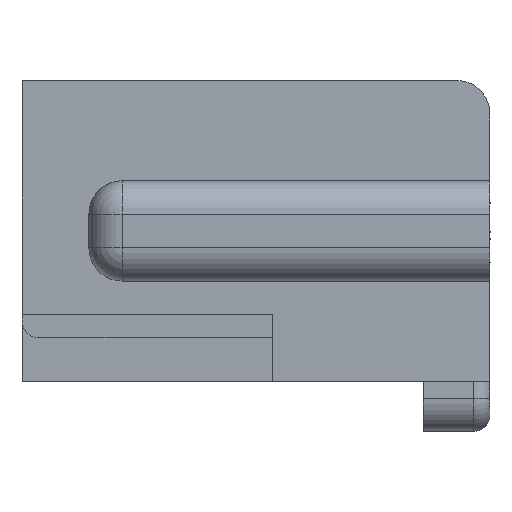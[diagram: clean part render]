
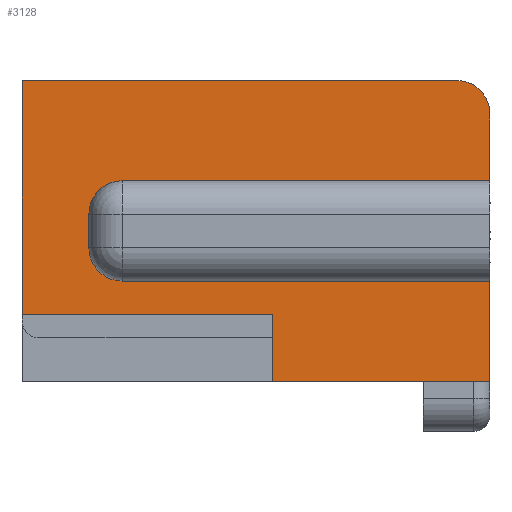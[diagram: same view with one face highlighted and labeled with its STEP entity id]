
A CAD part, front view. The second image highlights one B-rep face of the part: STEP entity #3128.
In plain terms, the highlighted planar face has unit normal (0, -1, 0).
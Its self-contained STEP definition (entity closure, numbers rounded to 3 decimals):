
#69 = EDGE_CURVE ( 'NONE', #6531, #2083, #2803, .T. ) ;
#79 = ORIENTED_EDGE ( 'NONE', *, *, #7140, .F. ) ;
#83 = VECTOR ( 'NONE', #1081, 1000. ) ;
#95 = EDGE_CURVE ( 'NONE', #7111, #776, #616, .T. ) ;
#183 = CARTESIAN_POINT ( 'NONE',  ( 42.198, -23.217, 6. ) ) ;
#197 = VECTOR ( 'NONE', #3938, 1000. ) ;
#232 = DIRECTION ( 'NONE',  ( 0., 0., -1. ) ) ;
#249 = VERTEX_POINT ( 'NONE', #4982 ) ;
#297 = VERTEX_POINT ( 'NONE', #6528 ) ;
#403 = DIRECTION ( 'NONE',  ( 0., 0., -1. ) ) ;
#462 = CARTESIAN_POINT ( 'NONE',  ( 47.698, -23.217, 2. ) ) ;
#616 = LINE ( 'NONE', #183, #197 ) ;
#625 = DIRECTION ( 'NONE',  ( 0., 0., -1. ) ) ;
#732 = DIRECTION ( 'NONE',  ( 1., 0., 0. ) ) ;
#776 = VERTEX_POINT ( 'NONE', #4637 ) ;
#791 = ORIENTED_EDGE ( 'NONE', *, *, #7237, .F. ) ;
#820 = CARTESIAN_POINT ( 'NONE',  ( 53.198, -23.217, 9. ) ) ;
#886 = VERTEX_POINT ( 'NONE', #1344 ) ;
#914 = VECTOR ( 'NONE', #232, 1000. ) ;
#959 = VECTOR ( 'NONE', #403, 1000. ) ;
#967 = CARTESIAN_POINT ( 'NONE',  ( 0., -23.217, 9. ) ) ;
#1078 = PLANE ( 'NONE',  #3907 ) ;
#1081 = DIRECTION ( 'NONE',  ( 1., 0., 0. ) ) ;
#1116 = CARTESIAN_POINT ( 'NONE',  ( 0., -23.217, 0. ) ) ;
#1117 = CIRCLE ( 'NONE', #3329, 1. ) ;
#1135 = VECTOR ( 'NONE', #5419, 1000. ) ;
#1167 = DIRECTION ( 'NONE',  ( 0., 0., 1. ) ) ;
#1173 = CARTESIAN_POINT ( 'NONE',  ( 54.198, -23.217, 9. ) ) ;
#1280 = CARTESIAN_POINT ( 'NONE',  ( 42.198, -23.217, 3. ) ) ;
#1344 = CARTESIAN_POINT ( 'NONE',  ( 54.198, -23.217, 0. ) ) ;
#1636 = ORIENTED_EDGE ( 'NONE', *, *, #3533, .F. ) ;
#1722 = DIRECTION ( 'NONE',  ( 1., 0., 0. ) ) ;
#1774 = CARTESIAN_POINT ( 'NONE',  ( 43.198, -23.217, 3. ) ) ;
#1930 = VERTEX_POINT ( 'NONE', #5627 ) ;
#1954 = DIRECTION ( 'NONE',  ( 1., 0., 0. ) ) ;
#2013 = CARTESIAN_POINT ( 'NONE',  ( 54.198, -23.217, 3. ) ) ;
#2083 = VERTEX_POINT ( 'NONE', #2565 ) ;
#2172 = VECTOR ( 'NONE', #732, 1000. ) ;
#2183 = CARTESIAN_POINT ( 'NONE',  ( 40.198, -23.217, 9. ) ) ;
#2194 = VECTOR ( 'NONE', #1722, 1000. ) ;
#2201 = DIRECTION ( 'NONE',  ( 0., 1., 0. ) ) ;
#2486 = LINE ( 'NONE', #4783, #914 ) ;
#2565 = CARTESIAN_POINT ( 'NONE',  ( 47.698, -23.217, 0. ) ) ;
#2581 = AXIS2_PLACEMENT_3D ( 'NONE', #5472, #6199, #1167 ) ;
#2602 = AXIS2_PLACEMENT_3D ( 'NONE', #3446, #5183, #4676 ) ;
#2630 = EDGE_CURVE ( 'NONE', #3772, #5505, #5289, .T. ) ;
#2685 = VERTEX_POINT ( 'NONE', #6941 ) ;
#2706 = EDGE_LOOP ( 'NONE', ( #4798, #6389, #6784, #791, #4470, #4434, #4141, #2757, #7134, #1636, #3092, #79, #5054 ) ) ;
#2757 = ORIENTED_EDGE ( 'NONE', *, *, #2810, .T. ) ;
#2774 = DIRECTION ( 'NONE',  ( 0., 0., 1. ) ) ;
#2803 = LINE ( 'NONE', #6865, #3351 ) ;
#2810 = EDGE_CURVE ( 'NONE', #776, #2685, #7018, .T. ) ;
#2847 = DIRECTION ( 'NONE',  ( 0., 1., 0. ) ) ;
#3092 = ORIENTED_EDGE ( 'NONE', *, *, #4056, .T. ) ;
#3128 = ADVANCED_FACE ( 'NONE', ( #5965 ), #1078, .F. ) ;
#3230 = CARTESIAN_POINT ( 'NONE',  ( 54.198, -23.217, 8. ) ) ;
#3329 = AXIS2_PLACEMENT_3D ( 'NONE', #3909, #2847, #2774 ) ;
#3351 = VECTOR ( 'NONE', #4082, 1000. ) ;
#3446 = CARTESIAN_POINT ( 'NONE',  ( 53.198, -23.217, 8. ) ) ;
#3449 = EDGE_CURVE ( 'NONE', #3772, #7111, #1117, .T. ) ;
#3533 = EDGE_CURVE ( 'NONE', #5520, #1930, #3945, .T. ) ;
#3741 = VECTOR ( 'NONE', #1954, 1000. ) ;
#3772 = VERTEX_POINT ( 'NONE', #1774 ) ;
#3907 = AXIS2_PLACEMENT_3D ( 'NONE', #967, #2201, #4432 ) ;
#3909 = CARTESIAN_POINT ( 'NONE',  ( 43.198, -23.217, 4. ) ) ;
#3938 = DIRECTION ( 'NONE',  ( 0., 0., 1. ) ) ;
#3945 = LINE ( 'NONE', #1173, #6713 ) ;
#3951 = LINE ( 'NONE', #6287, #2194 ) ;
#4056 = EDGE_CURVE ( 'NONE', #5520, #6423, #5751, .T. ) ;
#4082 = DIRECTION ( 'NONE',  ( 0., 0., -1. ) ) ;
#4141 = ORIENTED_EDGE ( 'NONE', *, *, #95, .T. ) ;
#4432 = DIRECTION ( 'NONE',  ( 0., 0., 1. ) ) ;
#4434 = ORIENTED_EDGE ( 'NONE', *, *, #3449, .T. ) ;
#4470 = ORIENTED_EDGE ( 'NONE', *, *, #2630, .F. ) ;
#4591 = EDGE_CURVE ( 'NONE', #249, #297, #7233, .T. ) ;
#4637 = CARTESIAN_POINT ( 'NONE',  ( 42.198, -23.217, 5. ) ) ;
#4676 = DIRECTION ( 'NONE',  ( 0., 0., 1. ) ) ;
#4728 = LINE ( 'NONE', #5201, #3741 ) ;
#4783 = CARTESIAN_POINT ( 'NONE',  ( 54.198, -23.217, 9. ) ) ;
#4798 = ORIENTED_EDGE ( 'NONE', *, *, #5158, .F. ) ;
#4836 = LINE ( 'NONE', #462, #1135 ) ;
#4982 = CARTESIAN_POINT ( 'NONE',  ( 40.198, -23.217, 9. ) ) ;
#5054 = ORIENTED_EDGE ( 'NONE', *, *, #4591, .T. ) ;
#5144 = CARTESIAN_POINT ( 'NONE',  ( 42.198, -23.217, 4. ) ) ;
#5158 = EDGE_CURVE ( 'NONE', #6531, #297, #4836, .T. ) ;
#5183 = DIRECTION ( 'NONE',  ( 0., -1., 0. ) ) ;
#5201 = CARTESIAN_POINT ( 'NONE',  ( 42.198, -23.217, 6. ) ) ;
#5231 = EDGE_CURVE ( 'NONE', #2083, #886, #5636, .T. ) ;
#5289 = LINE ( 'NONE', #1280, #2172 ) ;
#5419 = DIRECTION ( 'NONE',  ( -1., 0., 0. ) ) ;
#5472 = CARTESIAN_POINT ( 'NONE',  ( 43.198, -23.217, 5. ) ) ;
#5505 = VERTEX_POINT ( 'NONE', #2013 ) ;
#5520 = VERTEX_POINT ( 'NONE', #3230 ) ;
#5627 = CARTESIAN_POINT ( 'NONE',  ( 54.198, -23.217, 6. ) ) ;
#5636 = LINE ( 'NONE', #1116, #83 ) ;
#5751 = CIRCLE ( 'NONE', #2602, 1. ) ;
#5965 = FACE_OUTER_BOUND ( 'NONE', #2706, .T. ) ;
#6199 = DIRECTION ( 'NONE',  ( 0., 1., 0. ) ) ;
#6287 = CARTESIAN_POINT ( 'NONE',  ( 0., -23.217, 9. ) ) ;
#6304 = CARTESIAN_POINT ( 'NONE',  ( 47.698, -23.217, 2. ) ) ;
#6389 = ORIENTED_EDGE ( 'NONE', *, *, #69, .T. ) ;
#6423 = VERTEX_POINT ( 'NONE', #820 ) ;
#6528 = CARTESIAN_POINT ( 'NONE',  ( 40.198, -23.217, 2. ) ) ;
#6531 = VERTEX_POINT ( 'NONE', #6304 ) ;
#6566 = EDGE_CURVE ( 'NONE', #2685, #1930, #4728, .T. ) ;
#6713 = VECTOR ( 'NONE', #625, 1000. ) ;
#6784 = ORIENTED_EDGE ( 'NONE', *, *, #5231, .T. ) ;
#6865 = CARTESIAN_POINT ( 'NONE',  ( 47.698, -23.217, 2. ) ) ;
#6941 = CARTESIAN_POINT ( 'NONE',  ( 43.198, -23.217, 6. ) ) ;
#7018 = CIRCLE ( 'NONE', #2581, 1. ) ;
#7111 = VERTEX_POINT ( 'NONE', #5144 ) ;
#7134 = ORIENTED_EDGE ( 'NONE', *, *, #6566, .T. ) ;
#7140 = EDGE_CURVE ( 'NONE', #249, #6423, #3951, .T. ) ;
#7233 = LINE ( 'NONE', #2183, #959 ) ;
#7237 = EDGE_CURVE ( 'NONE', #5505, #886, #2486, .T. ) ;
